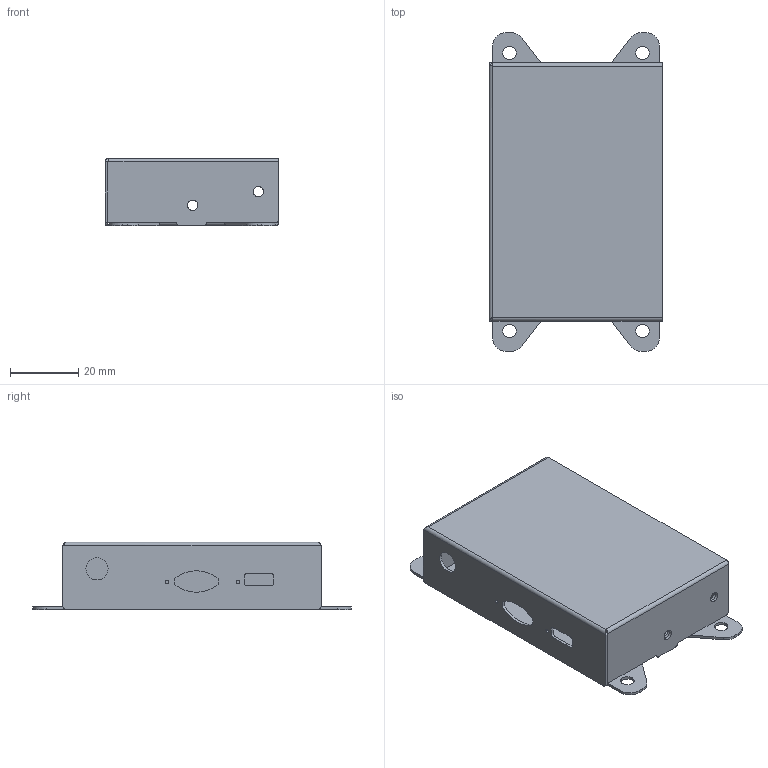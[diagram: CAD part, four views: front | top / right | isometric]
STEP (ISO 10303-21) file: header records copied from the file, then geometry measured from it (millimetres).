
FILE_DESCRIPTION (( 'STEP AP203' ), '1' );
FILE_NAME ('G25E.STEP', '2023-05-10T01:23:21', ( '微软用户' ), ( '微软中国' ), 'SwSTEP 2.0', 'SolidWorks 2018', '' );
FILE_SCHEMA (( 'CONFIG_CONTROL_DESIGN' ));
Length unit declared in the file: millimetre
Products named in the file (3): 狟褲; 奻褲; G25E
Assembly tree (2 placements, depth 2):
  G25E
    狟褲
    奻褲
Bounding box: 51 x 93.6 x 19.8 mm (x, y, z)
Volume: 10163.6 mm3; surface area: 26257.7 mm2
Topology: 2 solids, 2 shells, 197 faces, 513 edges, 320 vertices
Faces by surface type: plane 106, cylinder 87, bspline 4
Entity records: 6476 total; most frequent: CARTESIAN_POINT 1177, DIRECTION 1061, ORIENTED_EDGE 1026, EDGE_CURVE 513, AXIS2_PLACEMENT_3D 364, VECTOR 333, LINE 333, VERTEX_POINT 320
